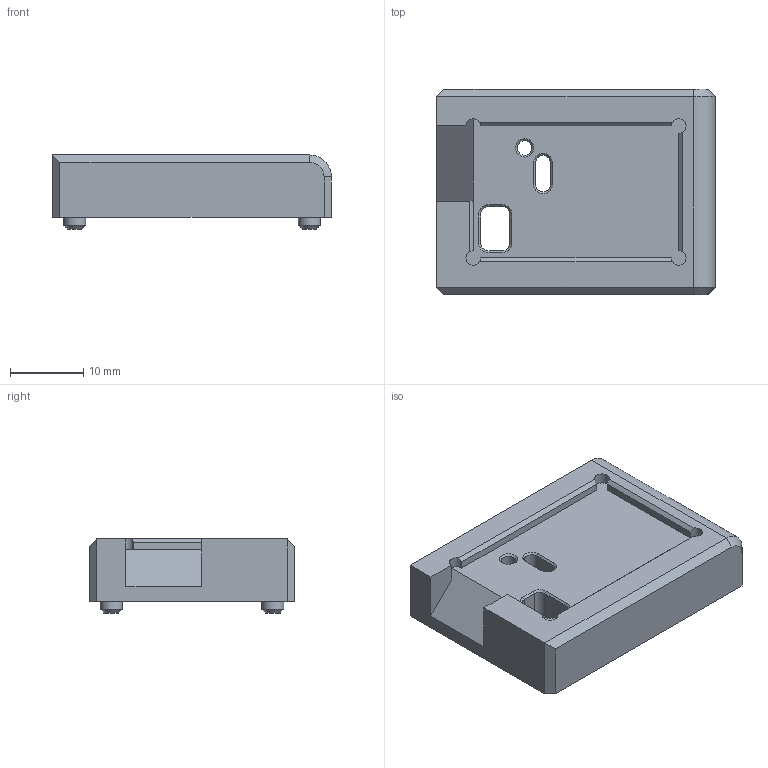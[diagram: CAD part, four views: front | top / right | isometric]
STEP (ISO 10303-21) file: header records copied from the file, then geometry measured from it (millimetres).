
FILE_DESCRIPTION(('FreeCAD Model'),'2;1');
FILE_NAME('PCB Jig.step','2018-10-05T15:24:09',(''),(''), 'Open CASCADE STEP processor 7.2','FreeCAD','Unknown');
FILE_SCHEMA(('AUTOMOTIVE_DESIGN { 1 0 10303 214 1 1 1 1 }'));
Length unit declared in the file: millimetre
Products named in the file (1): Body
Bounding box: 38 x 28 x 10.1 mm (x, y, z)
Volume: 7734.2 mm3; surface area: 3465.6 mm2
Topology: 1 solids, 1 shells, 79 faces, 191 edges, 117 vertices
Faces by surface type: plane 45, cone 19, cylinder 15
Full cylindrical faces by diameter (mm): 2 x1, 3 x3
Entity records: 2311 total; most frequent: DIRECTION 412, CARTESIAN_POINT 388, ORIENTED_EDGE 382, EDGE_CURVE 191, AXIS2_PLACEMENT_3D 141, LINE 130, VECTOR 130, VERTEX_POINT 117
